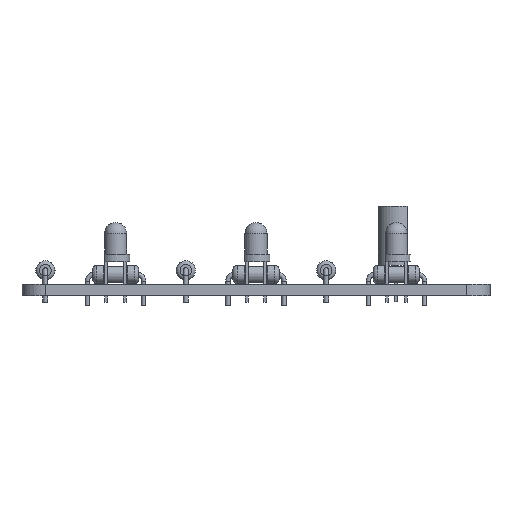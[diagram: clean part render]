
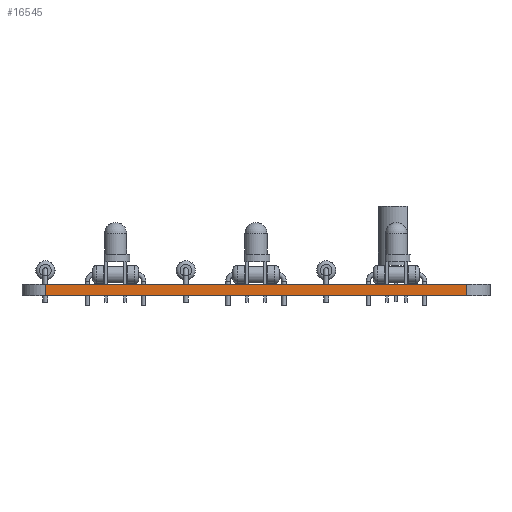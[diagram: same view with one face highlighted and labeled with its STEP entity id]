
A CAD part, front view. The second image highlights one B-rep face of the part: STEP entity #16545.
In plain terms, the highlighted planar face has unit normal (0, -1, 0).
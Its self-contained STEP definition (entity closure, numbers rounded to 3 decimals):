
#5617 = PLANE('',#5618);
#5618 = AXIS2_PLACEMENT_3D('',#5619,#5620,#5621);
#5619 = CARTESIAN_POINT('',(225.489,-88.106,1.6));
#5620 = DIRECTION('',(0.,0.,1.));
#5621 = DIRECTION('',(1.,0.,0.));
#5671 = PLANE('',#5672);
#5672 = AXIS2_PLACEMENT_3D('',#5673,#5674,#5675);
#5673 = CARTESIAN_POINT('',(225.489,-88.106,0.));
#5674 = DIRECTION('',(0.,0.,1.));
#5675 = DIRECTION('',(1.,0.,0.));
#5868 = VERTEX_POINT('',#5869);
#5869 = CARTESIAN_POINT('',(196.914,-138.906,0.));
#5884 = CYLINDRICAL_SURFACE('',#5885,3.175);
#5885 = AXIS2_PLACEMENT_3D('',#5886,#5887,#5888);
#5886 = CARTESIAN_POINT('',(196.914,-135.731,0.));
#5887 = DIRECTION('',(0.,0.,-1.));
#5888 = DIRECTION('',(1.,0.,0.));
#5896 = EDGE_CURVE('',#5868,#5897,#5899,.T.);
#5897 = VERTEX_POINT('',#5898);
#5898 = CARTESIAN_POINT('',(254.064,-138.906,0.));
#5899 = SURFACE_CURVE('',#5900,(#5904,#5911),.PCURVE_S1.);
#5900 = LINE('',#5901,#5902);
#5901 = CARTESIAN_POINT('',(196.914,-138.906,0.));
#5902 = VECTOR('',#5903,1.);
#5903 = DIRECTION('',(1.,0.,0.));
#5904 = PCURVE('',#5671,#5905);
#5905 = DEFINITIONAL_REPRESENTATION('',(#5906),#5910);
#5906 = LINE('',#5907,#5908);
#5907 = CARTESIAN_POINT('',(-28.575,-50.8));
#5908 = VECTOR('',#5909,1.);
#5909 = DIRECTION('',(1.,0.));
#5910 = ( GEOMETRIC_REPRESENTATION_CONTEXT(2) 
PARAMETRIC_REPRESENTATION_CONTEXT() REPRESENTATION_CONTEXT('2D SPACE',''
  ) );
#5911 = PCURVE('',#5912,#5917);
#5912 = PLANE('',#5913);
#5913 = AXIS2_PLACEMENT_3D('',#5914,#5915,#5916);
#5914 = CARTESIAN_POINT('',(196.914,-138.906,0.));
#5915 = DIRECTION('',(0.,1.,0.));
#5916 = DIRECTION('',(1.,0.,0.));
#5917 = DEFINITIONAL_REPRESENTATION('',(#5918),#5922);
#5918 = LINE('',#5919,#5920);
#5919 = CARTESIAN_POINT('',(0.,0.));
#5920 = VECTOR('',#5921,1.);
#5921 = DIRECTION('',(1.,0.));
#5922 = ( GEOMETRIC_REPRESENTATION_CONTEXT(2) 
PARAMETRIC_REPRESENTATION_CONTEXT() REPRESENTATION_CONTEXT('2D SPACE',''
  ) );
#5941 = CYLINDRICAL_SURFACE('',#5942,3.175);
#5942 = AXIS2_PLACEMENT_3D('',#5943,#5944,#5945);
#5943 = CARTESIAN_POINT('',(254.064,-135.731,0.));
#5944 = DIRECTION('',(0.,0.,-1.));
#5945 = DIRECTION('',(1.,0.,0.));
#11630 = VERTEX_POINT('',#11631);
#11631 = CARTESIAN_POINT('',(196.914,-138.906,1.6));
#11653 = EDGE_CURVE('',#11630,#11654,#11656,.T.);
#11654 = VERTEX_POINT('',#11655);
#11655 = CARTESIAN_POINT('',(254.064,-138.906,1.6));
#11656 = SURFACE_CURVE('',#11657,(#11661,#11668),.PCURVE_S1.);
#11657 = LINE('',#11658,#11659);
#11658 = CARTESIAN_POINT('',(196.914,-138.906,1.6));
#11659 = VECTOR('',#11660,1.);
#11660 = DIRECTION('',(1.,0.,0.));
#11661 = PCURVE('',#5617,#11662);
#11662 = DEFINITIONAL_REPRESENTATION('',(#11663),#11667);
#11663 = LINE('',#11664,#11665);
#11664 = CARTESIAN_POINT('',(-28.575,-50.8));
#11665 = VECTOR('',#11666,1.);
#11666 = DIRECTION('',(1.,0.));
#11667 = ( GEOMETRIC_REPRESENTATION_CONTEXT(2) 
PARAMETRIC_REPRESENTATION_CONTEXT() REPRESENTATION_CONTEXT('2D SPACE',''
  ) );
#11668 = PCURVE('',#5912,#11669);
#11669 = DEFINITIONAL_REPRESENTATION('',(#11670),#11674);
#11670 = LINE('',#11671,#11672);
#11671 = CARTESIAN_POINT('',(0.,-1.6));
#11672 = VECTOR('',#11673,1.);
#11673 = DIRECTION('',(1.,0.));
#11674 = ( GEOMETRIC_REPRESENTATION_CONTEXT(2) 
PARAMETRIC_REPRESENTATION_CONTEXT() REPRESENTATION_CONTEXT('2D SPACE',''
  ) );
#16495 = EDGE_CURVE('',#5897,#11654,#16496,.T.);
#16496 = SURFACE_CURVE('',#16497,(#16501,#16508),.PCURVE_S1.);
#16497 = LINE('',#16498,#16499);
#16498 = CARTESIAN_POINT('',(254.064,-138.906,0.));
#16499 = VECTOR('',#16500,1.);
#16500 = DIRECTION('',(0.,0.,1.));
#16501 = PCURVE('',#5941,#16502);
#16502 = DEFINITIONAL_REPRESENTATION('',(#16503),#16507);
#16503 = LINE('',#16504,#16505);
#16504 = CARTESIAN_POINT('',(-4.712,0.));
#16505 = VECTOR('',#16506,1.);
#16506 = DIRECTION('',(0.,-1.));
#16507 = ( GEOMETRIC_REPRESENTATION_CONTEXT(2) 
PARAMETRIC_REPRESENTATION_CONTEXT() REPRESENTATION_CONTEXT('2D SPACE',''
  ) );
#16508 = PCURVE('',#5912,#16509);
#16509 = DEFINITIONAL_REPRESENTATION('',(#16510),#16514);
#16510 = LINE('',#16511,#16512);
#16511 = CARTESIAN_POINT('',(57.15,0.));
#16512 = VECTOR('',#16513,1.);
#16513 = DIRECTION('',(0.,-1.));
#16514 = ( GEOMETRIC_REPRESENTATION_CONTEXT(2) 
PARAMETRIC_REPRESENTATION_CONTEXT() REPRESENTATION_CONTEXT('2D SPACE',''
  ) );
#16524 = EDGE_CURVE('',#5868,#11630,#16525,.T.);
#16525 = SURFACE_CURVE('',#16526,(#16530,#16537),.PCURVE_S1.);
#16526 = LINE('',#16527,#16528);
#16527 = CARTESIAN_POINT('',(196.914,-138.906,0.));
#16528 = VECTOR('',#16529,1.);
#16529 = DIRECTION('',(0.,0.,1.));
#16530 = PCURVE('',#5884,#16531);
#16531 = DEFINITIONAL_REPRESENTATION('',(#16532),#16536);
#16532 = LINE('',#16533,#16534);
#16533 = CARTESIAN_POINT('',(-4.712,0.));
#16534 = VECTOR('',#16535,1.);
#16535 = DIRECTION('',(0.,-1.));
#16536 = ( GEOMETRIC_REPRESENTATION_CONTEXT(2) 
PARAMETRIC_REPRESENTATION_CONTEXT() REPRESENTATION_CONTEXT('2D SPACE',''
  ) );
#16537 = PCURVE('',#5912,#16538);
#16538 = DEFINITIONAL_REPRESENTATION('',(#16539),#16543);
#16539 = LINE('',#16540,#16541);
#16540 = CARTESIAN_POINT('',(0.,0.));
#16541 = VECTOR('',#16542,1.);
#16542 = DIRECTION('',(0.,-1.));
#16543 = ( GEOMETRIC_REPRESENTATION_CONTEXT(2) 
PARAMETRIC_REPRESENTATION_CONTEXT() REPRESENTATION_CONTEXT('2D SPACE',''
  ) );
#16545 = ADVANCED_FACE('',(#16546),#5912,.F.);
#16546 = FACE_BOUND('',#16547,.F.);
#16547 = EDGE_LOOP('',(#16548,#16549,#16550,#16551));
#16548 = ORIENTED_EDGE('',*,*,#16524,.T.);
#16549 = ORIENTED_EDGE('',*,*,#11653,.T.);
#16550 = ORIENTED_EDGE('',*,*,#16495,.F.);
#16551 = ORIENTED_EDGE('',*,*,#5896,.F.);
